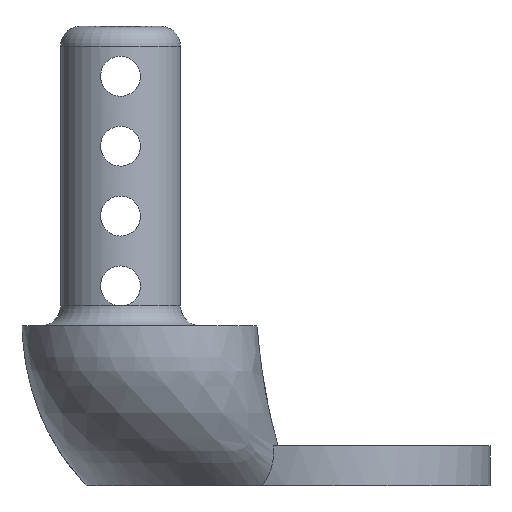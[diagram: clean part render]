
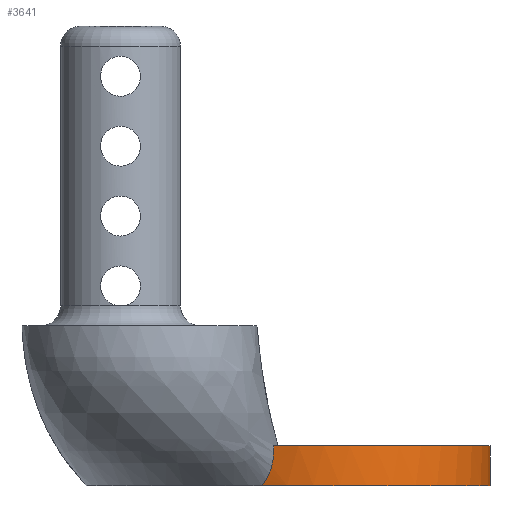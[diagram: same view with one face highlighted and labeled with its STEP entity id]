
A CAD part, front view. The second image highlights one B-rep face of the part: STEP entity #3641.
In plain terms, the highlighted cylindrical face has radius 8 mm (diameter 16 mm), a partial arc.
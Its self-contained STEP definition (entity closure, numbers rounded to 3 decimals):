
#2731 = B_SPLINE_SURFACE_WITH_KNOTS('',10,2,(
    (#2732,#2733,#2734)
    ,(#2735,#2736,#2737)
    ,(#2738,#2739,#2740)
    ,(#2741,#2742,#2743)
    ,(#2744,#2745,#2746)
    ,(#2747,#2748,#2749)
    ,(#2750,#2751,#2752)
    ,(#2753,#2754,#2755)
    ,(#2756,#2757,#2758)
    ,(#2759,#2760,#2761)
    ,(#2762,#2763,#2764
    )),.UNSPECIFIED.,.F.,.F.,.F.,(11,11),(3,3),(2.,3.),(0.,1.),
  .PIECEWISE_BEZIER_KNOTS.);
#2732 = CARTESIAN_POINT('',(-39.222,-104.46,32.));
#2733 = CARTESIAN_POINT('',(-42.281,-109.331,
    35.26));
#2734 = CARTESIAN_POINT('',(-42.433,-108.951,40.));
#2735 = CARTESIAN_POINT('',(-39.222,-106.076,32.));
#2736 = CARTESIAN_POINT('',(-42.281,-111.219,
    35.26));
#2737 = CARTESIAN_POINT('',(-42.433,-110.798,40.));
#2738 = CARTESIAN_POINT('',(-38.658,-107.692,32.));
#2739 = CARTESIAN_POINT('',(-41.622,-113.107,
    35.26));
#2740 = CARTESIAN_POINT('',(-41.788,-112.646,40.));
#2741 = CARTESIAN_POINT('',(-37.529,-109.087,32.));
#2742 = CARTESIAN_POINT('',(-40.304,-114.736,
    35.26));
#2743 = CARTESIAN_POINT('',(-40.498,-114.24,40.));
#2744 = CARTESIAN_POINT('',(-35.936,-110.039,32.));
#2745 = CARTESIAN_POINT('',(-38.443,-115.847,
    35.26));
#2746 = CARTESIAN_POINT('',(-38.677,-115.327,40.));
#2747 = CARTESIAN_POINT('',(-34.077,-110.378,32.));
#2748 = CARTESIAN_POINT('',(-36.271,-116.243,
    35.26));
#2749 = CARTESIAN_POINT('',(-36.553,-115.715,40.));
#2750 = CARTESIAN_POINT('',(-32.219,-110.039,32.));
#2751 = CARTESIAN_POINT('',(-34.1,-115.847,
    35.26));
#2752 = CARTESIAN_POINT('',(-34.428,-115.327,40.));
#2753 = CARTESIAN_POINT('',(-30.626,-109.087,32.));
#2754 = CARTESIAN_POINT('',(-32.239,-114.736,
    35.26));
#2755 = CARTESIAN_POINT('',(-32.607,-114.24,40.));
#2756 = CARTESIAN_POINT('',(-29.497,-107.692,32.));
#2757 = CARTESIAN_POINT('',(-30.921,-113.107,
    35.26));
#2758 = CARTESIAN_POINT('',(-31.317,-112.646,40.));
#2759 = CARTESIAN_POINT('',(-28.933,-106.076,32.));
#2760 = CARTESIAN_POINT('',(-30.262,-111.219,
    35.26));
#2761 = CARTESIAN_POINT('',(-30.673,-110.798,40.));
#2762 = CARTESIAN_POINT('',(-28.933,-104.46,32.));
#2763 = CARTESIAN_POINT('',(-30.262,-109.331,
    35.26));
#2764 = CARTESIAN_POINT('',(-30.673,-108.951,40.));
#2927 = PLANE('',#2928);
#2928 = AXIS2_PLACEMENT_3D('',#2929,#2930,#2931);
#2929 = CARTESIAN_POINT('',(-28.761,-97.443,32.));
#2930 = DIRECTION('',(-0.,-0.,-1.));
#2931 = DIRECTION('',(-1.,0.,0.));
#3028 = PLANE('',#3029);
#3029 = AXIS2_PLACEMENT_3D('',#3030,#3031,#3032);
#3030 = CARTESIAN_POINT('',(-27.,-96.153,34.));
#3031 = DIRECTION('',(0.,0.,1.));
#3032 = DIRECTION('',(1.,0.,0.));
#3152 = VERTEX_POINT('',#3153);
#3153 = CARTESIAN_POINT('',(-30.411,-108.069,32.));
#3178 = EDGE_CURVE('',#3152,#3179,#3181,.T.);
#3179 = VERTEX_POINT('',#3180);
#3180 = CARTESIAN_POINT('',(-29.825,-108.317,34.));
#3181 = SURFACE_CURVE('',#3182,(#3197,#3215),.PCURVE_S1.);
#3182 = B_SPLINE_CURVE_WITH_KNOTS('',7,(#3183,#3184,#3185,#3186,#3187,
    #3188,#3189,#3190,#3191,#3192,#3193,#3194,#3195,#3196),
  .UNSPECIFIED.,.F.,.F.,(8,6,8),(0.,0.571,1.),.UNSPECIFIED.);
#3183 = CARTESIAN_POINT('',(-30.411,-108.069,32.));
#3184 = CARTESIAN_POINT('',(-30.296,-108.123,
    32.144));
#3185 = CARTESIAN_POINT('',(-30.194,-108.168,32.294
    ));
#3186 = CARTESIAN_POINT('',(-30.106,-108.205,
    32.45));
#3187 = CARTESIAN_POINT('',(-30.033,-108.235,
    32.611));
#3188 = CARTESIAN_POINT('',(-29.975,-108.259,
    32.775));
#3189 = CARTESIAN_POINT('',(-29.928,-108.277,
    32.942));
#3190 = CARTESIAN_POINT('',(-29.868,-108.301,
    33.235));
#3191 = CARTESIAN_POINT('',(-29.848,-108.308,
    33.362));
#3192 = CARTESIAN_POINT('',(-29.834,-108.313,
    33.489));
#3193 = CARTESIAN_POINT('',(-29.825,-108.317,
    33.617));
#3194 = CARTESIAN_POINT('',(-29.821,-108.318,
    33.745));
#3195 = CARTESIAN_POINT('',(-29.821,-108.318,
    33.872));
#3196 = CARTESIAN_POINT('',(-29.825,-108.317,34.)
  );
#3197 = PCURVE('',#2731,#3198);
#3198 = DEFINITIONAL_REPRESENTATION('',(#3199),#3214);
#3199 = B_SPLINE_CURVE_WITH_KNOTS('',7,(#3200,#3201,#3202,#3203,#3204,
    #3205,#3206,#3207,#3208,#3209,#3210,#3211,#3212,#3213),
  .UNSPECIFIED.,.F.,.F.,(8,6,8),(0.,0.571,1.),.UNSPECIFIED.);
#3200 = CARTESIAN_POINT('',(2.753,0.));
#3201 = CARTESIAN_POINT('',(2.769,0.022));
#3202 = CARTESIAN_POINT('',(2.785,0.045));
#3203 = CARTESIAN_POINT('',(2.8,0.068));
#3204 = CARTESIAN_POINT('',(2.815,0.092));
#3205 = CARTESIAN_POINT('',(2.829,0.116));
#3206 = CARTESIAN_POINT('',(2.843,0.14));
#3207 = CARTESIAN_POINT('',(2.865,0.182));
#3208 = CARTESIAN_POINT('',(2.874,0.2));
#3209 = CARTESIAN_POINT('',(2.883,0.218));
#3210 = CARTESIAN_POINT('',(2.891,0.236));
#3211 = CARTESIAN_POINT('',(2.899,0.253));
#3212 = CARTESIAN_POINT('',(2.907,0.271));
#3213 = CARTESIAN_POINT('',(2.914,0.288));
#3214 = ( GEOMETRIC_REPRESENTATION_CONTEXT(2) 
PARAMETRIC_REPRESENTATION_CONTEXT() REPRESENTATION_CONTEXT('2D SPACE',''
  ) );
#3215 = PCURVE('',#3216,#3221);
#3216 = CYLINDRICAL_SURFACE('',#3217,8.);
#3217 = AXIS2_PLACEMENT_3D('',#3218,#3219,#3220);
#3218 = CARTESIAN_POINT('',(-27.,-100.832,32.));
#3219 = DIRECTION('',(-0.,-0.,-1.));
#3220 = DIRECTION('',(1.,0.,0.));
#3221 = DEFINITIONAL_REPRESENTATION('',(#3222),#3237);
#3222 = B_SPLINE_CURVE_WITH_KNOTS('',7,(#3223,#3224,#3225,#3226,#3227,
    #3228,#3229,#3230,#3231,#3232,#3233,#3234,#3235,#3236),
  .UNSPECIFIED.,.F.,.F.,(8,6,8),(0.,0.571,1.),.UNSPECIFIED.);
#3223 = CARTESIAN_POINT('',(-4.272,0.));
#3224 = CARTESIAN_POINT('',(-4.288,-0.144));
#3225 = CARTESIAN_POINT('',(-4.302,-0.294));
#3226 = CARTESIAN_POINT('',(-4.314,-0.45));
#3227 = CARTESIAN_POINT('',(-4.324,-0.611));
#3228 = CARTESIAN_POINT('',(-4.331,-0.775));
#3229 = CARTESIAN_POINT('',(-4.338,-0.942));
#3230 = CARTESIAN_POINT('',(-4.346,-1.235));
#3231 = CARTESIAN_POINT('',(-4.348,-1.362));
#3232 = CARTESIAN_POINT('',(-4.35,-1.489));
#3233 = CARTESIAN_POINT('',(-4.351,-1.617));
#3234 = CARTESIAN_POINT('',(-4.352,-1.745));
#3235 = CARTESIAN_POINT('',(-4.352,-1.872));
#3236 = CARTESIAN_POINT('',(-4.352,-2.));
#3237 = ( GEOMETRIC_REPRESENTATION_CONTEXT(2) 
PARAMETRIC_REPRESENTATION_CONTEXT() REPRESENTATION_CONTEXT('2D SPACE',''
  ) );
#3356 = VERTEX_POINT('',#3357);
#3357 = CARTESIAN_POINT('',(-19.,-100.832,34.));
#3371 = PLANE('',#3372);
#3372 = AXIS2_PLACEMENT_3D('',#3373,#3374,#3375);
#3373 = CARTESIAN_POINT('',(-19.,-91.473,32.));
#3374 = DIRECTION('',(1.,0.,0.));
#3375 = DIRECTION('',(0.,-1.,0.));
#3409 = EDGE_CURVE('',#3179,#3356,#3410,.T.);
#3410 = SURFACE_CURVE('',#3411,(#3416,#3423),.PCURVE_S1.);
#3411 = CIRCLE('',#3412,8.);
#3412 = AXIS2_PLACEMENT_3D('',#3413,#3414,#3415);
#3413 = CARTESIAN_POINT('',(-27.,-100.832,34.));
#3414 = DIRECTION('',(0.,0.,1.));
#3415 = DIRECTION('',(1.,0.,0.));
#3416 = PCURVE('',#3028,#3417);
#3417 = DEFINITIONAL_REPRESENTATION('',(#3418),#3422);
#3418 = CIRCLE('',#3419,8.);
#3419 = AXIS2_PLACEMENT_2D('',#3420,#3421);
#3420 = CARTESIAN_POINT('',(0.,-4.679));
#3421 = DIRECTION('',(1.,0.));
#3422 = ( GEOMETRIC_REPRESENTATION_CONTEXT(2) 
PARAMETRIC_REPRESENTATION_CONTEXT() REPRESENTATION_CONTEXT('2D SPACE',''
  ) );
#3423 = PCURVE('',#3216,#3424);
#3424 = DEFINITIONAL_REPRESENTATION('',(#3425),#3429);
#3425 = LINE('',#3426,#3427);
#3426 = CARTESIAN_POINT('',(-0.,-2.));
#3427 = VECTOR('',#3428,1.);
#3428 = DIRECTION('',(-1.,0.));
#3429 = ( GEOMETRIC_REPRESENTATION_CONTEXT(2) 
PARAMETRIC_REPRESENTATION_CONTEXT() REPRESENTATION_CONTEXT('2D SPACE',''
  ) );
#3499 = VERTEX_POINT('',#3500);
#3500 = CARTESIAN_POINT('',(-19.,-100.832,32.));
#3521 = EDGE_CURVE('',#3152,#3499,#3522,.T.);
#3522 = SURFACE_CURVE('',#3523,(#3528,#3539),.PCURVE_S1.);
#3523 = CIRCLE('',#3524,8.);
#3524 = AXIS2_PLACEMENT_3D('',#3525,#3526,#3527);
#3525 = CARTESIAN_POINT('',(-27.,-100.832,32.));
#3526 = DIRECTION('',(0.,0.,1.));
#3527 = DIRECTION('',(1.,0.,0.));
#3528 = PCURVE('',#2927,#3529);
#3529 = DEFINITIONAL_REPRESENTATION('',(#3530),#3538);
#3530 = ( BOUNDED_CURVE() B_SPLINE_CURVE(2,(#3531,#3532,#3533,#3534,
#3535,#3536,#3537),.UNSPECIFIED.,.T.,.F.) B_SPLINE_CURVE_WITH_KNOTS((1,2
    ,2,2,2,1),(-2.094,0.,2.094,4.189,
6.283,8.378),.UNSPECIFIED.) CURVE() 
GEOMETRIC_REPRESENTATION_ITEM() RATIONAL_B_SPLINE_CURVE((1.,0.5,1.,0.5,
1.,0.5,1.)) REPRESENTATION_ITEM('') );
#3531 = CARTESIAN_POINT('',(-9.761,-3.39));
#3532 = CARTESIAN_POINT('',(-9.761,10.467));
#3533 = CARTESIAN_POINT('',(2.239,3.539));
#3534 = CARTESIAN_POINT('',(14.239,-3.39));
#3535 = CARTESIAN_POINT('',(2.239,-10.318));
#3536 = CARTESIAN_POINT('',(-9.761,-17.246));
#3537 = CARTESIAN_POINT('',(-9.761,-3.39));
#3538 = ( GEOMETRIC_REPRESENTATION_CONTEXT(2) 
PARAMETRIC_REPRESENTATION_CONTEXT() REPRESENTATION_CONTEXT('2D SPACE',''
  ) );
#3539 = PCURVE('',#3216,#3540);
#3540 = DEFINITIONAL_REPRESENTATION('',(#3541),#3545);
#3541 = LINE('',#3542,#3543);
#3542 = CARTESIAN_POINT('',(-0.,0.));
#3543 = VECTOR('',#3544,1.);
#3544 = DIRECTION('',(-1.,0.));
#3545 = ( GEOMETRIC_REPRESENTATION_CONTEXT(2) 
PARAMETRIC_REPRESENTATION_CONTEXT() REPRESENTATION_CONTEXT('2D SPACE',''
  ) );
#3641 = ADVANCED_FACE('',(#3642),#3216,.T.);
#3642 = FACE_BOUND('',#3643,.F.);
#3643 = EDGE_LOOP('',(#3644,#3645,#3646,#3647));
#3644 = ORIENTED_EDGE('',*,*,#3521,.F.);
#3645 = ORIENTED_EDGE('',*,*,#3178,.T.);
#3646 = ORIENTED_EDGE('',*,*,#3409,.T.);
#3647 = ORIENTED_EDGE('',*,*,#3648,.F.);
#3648 = EDGE_CURVE('',#3499,#3356,#3649,.T.);
#3649 = SURFACE_CURVE('',#3650,(#3654,#3661),.PCURVE_S1.);
#3650 = LINE('',#3651,#3652);
#3651 = CARTESIAN_POINT('',(-19.,-100.832,32.));
#3652 = VECTOR('',#3653,1.);
#3653 = DIRECTION('',(0.,0.,1.));
#3654 = PCURVE('',#3216,#3655);
#3655 = DEFINITIONAL_REPRESENTATION('',(#3656),#3660);
#3656 = LINE('',#3657,#3658);
#3657 = CARTESIAN_POINT('',(-6.283,0.));
#3658 = VECTOR('',#3659,1.);
#3659 = DIRECTION('',(-0.,-1.));
#3660 = ( GEOMETRIC_REPRESENTATION_CONTEXT(2) 
PARAMETRIC_REPRESENTATION_CONTEXT() REPRESENTATION_CONTEXT('2D SPACE',''
  ) );
#3661 = PCURVE('',#3371,#3662);
#3662 = DEFINITIONAL_REPRESENTATION('',(#3663),#3667);
#3663 = LINE('',#3664,#3665);
#3664 = CARTESIAN_POINT('',(9.359,0.));
#3665 = VECTOR('',#3666,1.);
#3666 = DIRECTION('',(0.,-1.));
#3667 = ( GEOMETRIC_REPRESENTATION_CONTEXT(2) 
PARAMETRIC_REPRESENTATION_CONTEXT() REPRESENTATION_CONTEXT('2D SPACE',''
  ) );
